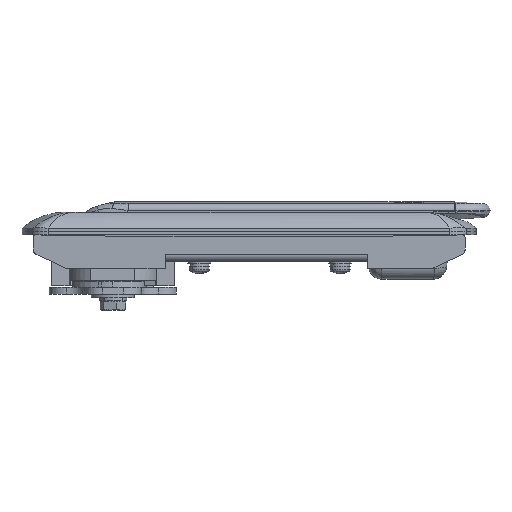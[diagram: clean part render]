
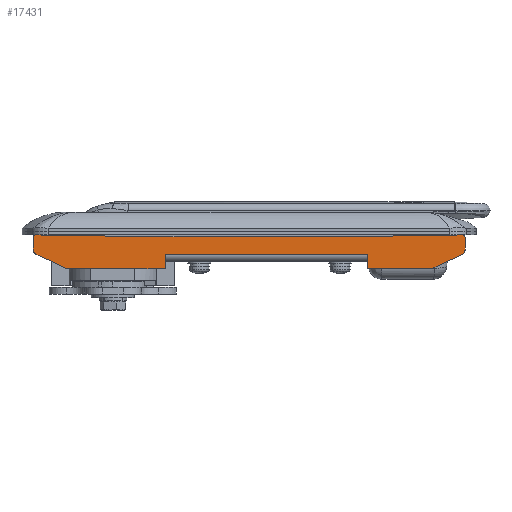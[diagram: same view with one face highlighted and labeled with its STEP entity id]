
A CAD part, left-side view. The second image highlights one B-rep face of the part: STEP entity #17431.
In plain terms, the highlighted planar face has unit normal (-1, 0, 0).
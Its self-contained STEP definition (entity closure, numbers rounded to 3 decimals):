
#92 = VERTEX_POINT ( 'NONE', #15225 ) ;
#355 = VERTEX_POINT ( 'NONE', #25182 ) ;
#795 = CARTESIAN_POINT ( 'NONE',  ( -21., -60., 5025.139 ) ) ;
#1120 = VECTOR ( 'NONE', #3689, 1000. ) ;
#1504 = ORIENTED_EDGE ( 'NONE', *, *, #7540, .T. ) ;
#1667 = DIRECTION ( 'NONE',  ( 0., 1., 0. ) ) ;
#2619 = EDGE_CURVE ( 'NONE', #14433, #6835, #10239, .T. ) ;
#3032 = CARTESIAN_POINT ( 'NONE',  ( -21., -154., 10.681 ) ) ;
#3345 = CIRCLE ( 'NONE', #17832, 5014.339 ) ;
#3424 = VECTOR ( 'NONE', #16443, 1000. ) ;
#3689 = DIRECTION ( 'NONE',  ( 0., 0., -1. ) ) ;
#3726 = VERTEX_POINT ( 'NONE', #13654 ) ;
#4034 = DIRECTION ( 'NONE',  ( 0., 0., -1. ) ) ;
#4299 = CARTESIAN_POINT ( 'NONE',  ( -21., -60., 10.8 ) ) ;
#4402 = AXIS2_PLACEMENT_3D ( 'NONE', #3032, #14792, #5040 ) ;
#4561 = CARTESIAN_POINT ( 'NONE',  ( -21., 35., 4.974 ) ) ;
#4652 = VERTEX_POINT ( 'NONE', #7624 ) ;
#4909 = CARTESIAN_POINT ( 'NONE',  ( -21., -153., 4.974 ) ) ;
#5040 = DIRECTION ( 'NONE',  ( 0., 0., -1. ) ) ;
#5045 = DIRECTION ( 'NONE',  ( 0., 0., -1. ) ) ;
#5355 = ORIENTED_EDGE ( 'NONE', *, *, #14304, .T. ) ;
#5732 = CIRCLE ( 'NONE', #19972, 5014.339 ) ;
#6047 = VECTOR ( 'NONE', #11112, 1000. ) ;
#6099 = EDGE_CURVE ( 'NONE', #6419, #14760, #23883, .T. ) ;
#6132 = CARTESIAN_POINT ( 'NONE',  ( -21., -60., 5025.139 ) ) ;
#6251 = EDGE_CURVE ( 'NONE', #355, #16733, #20137, .T. ) ;
#6400 = AXIS2_PLACEMENT_3D ( 'NONE', #8124, #13923, #24227 ) ;
#6419 = VERTEX_POINT ( 'NONE', #18560 ) ;
#6552 = VERTEX_POINT ( 'NONE', #24483 ) ;
#6835 = VERTEX_POINT ( 'NONE', #21874 ) ;
#6842 = DIRECTION ( 'NONE',  ( 0., 0.906, 0.423 ) ) ;
#7357 = CIRCLE ( 'NONE', #17214, 2. ) ;
#7512 = DIRECTION ( 'NONE',  ( 0., 0., 1. ) ) ;
#7540 = EDGE_CURVE ( 'NONE', #6835, #24099, #5732, .T. ) ;
#7624 = CARTESIAN_POINT ( 'NONE',  ( -21., -112., -3.3 ) ) ;
#7630 = CARTESIAN_POINT ( 'NONE',  ( -21., -155., 11.7 ) ) ;
#7736 = ORIENTED_EDGE ( 'NONE', *, *, #18193, .F. ) ;
#8124 = CARTESIAN_POINT ( 'NONE',  ( -21., 34., 10.681 ) ) ;
#8166 = DIRECTION ( 'NONE',  ( 0., 0., -1. ) ) ;
#8876 = LINE ( 'NONE', #20735, #6047 ) ;
#9526 = VERTEX_POINT ( 'NONE', #4561 ) ;
#9852 = VECTOR ( 'NONE', #7512, 1000. ) ;
#10061 = ORIENTED_EDGE ( 'NONE', *, *, #10312, .F. ) ;
#10239 = CIRCLE ( 'NONE', #4402, 1. ) ;
#10312 = EDGE_CURVE ( 'NONE', #22274, #6419, #18431, .T. ) ;
#10353 = FACE_OUTER_BOUND ( 'NONE', #13556, .T. ) ;
#10943 = DIRECTION ( 'NONE',  ( -1., 0., 0. ) ) ;
#11112 = DIRECTION ( 'NONE',  ( 0., -1., 0. ) ) ;
#11147 = CARTESIAN_POINT ( 'NONE',  ( -21., -112., 11.7 ) ) ;
#11234 = EDGE_CURVE ( 'NONE', #4652, #6552, #15886, .T. ) ;
#11256 = VECTOR ( 'NONE', #23492, 1000. ) ;
#11259 = VECTOR ( 'NONE', #6842, 1000. ) ;
#11343 = LINE ( 'NONE', #20848, #22889 ) ;
#11558 = ORIENTED_EDGE ( 'NONE', *, *, #13166, .F. ) ;
#11563 = ORIENTED_EDGE ( 'NONE', *, *, #2619, .T. ) ;
#12699 = EDGE_CURVE ( 'NONE', #14433, #92, #22024, .T. ) ;
#13089 = DIRECTION ( 'NONE',  ( 0., 0., -1. ) ) ;
#13166 = EDGE_CURVE ( 'NONE', #19433, #25379, #23882, .T. ) ;
#13190 = EDGE_CURVE ( 'NONE', #9526, #16733, #25419, .T. ) ;
#13263 = CARTESIAN_POINT ( 'NONE',  ( -21., -23., -3.3 ) ) ;
#13478 = ORIENTED_EDGE ( 'NONE', *, *, #6251, .T. ) ;
#13556 = EDGE_LOOP ( 'NONE', ( #16933, #11563, #1504, #24113, #13478, #24503, #15479, #7736, #24510, #10061, #16429, #21355, #24868, #11558, #5355 ) ) ;
#13629 = CARTESIAN_POINT ( 'NONE',  ( -21., 20., -3.3 ) ) ;
#13654 = CARTESIAN_POINT ( 'NONE',  ( -21., 33.846, 3.161 ) ) ;
#13923 = DIRECTION ( 'NONE',  ( -1., 0., 0. ) ) ;
#14097 = CIRCLE ( 'NONE', #16710, 2. ) ;
#14304 = EDGE_CURVE ( 'NONE', #19433, #92, #7357, .T. ) ;
#14433 = VERTEX_POINT ( 'NONE', #17805 ) ;
#14534 = DIRECTION ( 'NONE',  ( 0., 1., 0. ) ) ;
#14760 = VERTEX_POINT ( 'NONE', #13629 ) ;
#14792 = DIRECTION ( 'NONE',  ( -1., 0., 0. ) ) ;
#15225 = CARTESIAN_POINT ( 'NONE',  ( -21., -155., 4.974 ) ) ;
#15479 = ORIENTED_EDGE ( 'NONE', *, *, #23985, .T. ) ;
#15623 = CARTESIAN_POINT ( 'NONE',  ( -21., 35., 10.681 ) ) ;
#15886 = LINE ( 'NONE', #18296, #3424 ) ;
#15962 = DIRECTION ( 'NONE',  ( -1., 0., 0. ) ) ;
#16003 = CARTESIAN_POINT ( 'NONE',  ( -21., -153.846, 3.161 ) ) ;
#16429 = ORIENTED_EDGE ( 'NONE', *, *, #23188, .T. ) ;
#16443 = DIRECTION ( 'NONE',  ( 0., 0., 1. ) ) ;
#16710 = AXIS2_PLACEMENT_3D ( 'NONE', #21846, #15962, #4034 ) ;
#16733 = VERTEX_POINT ( 'NONE', #15623 ) ;
#16737 = DIRECTION ( 'NONE',  ( 1., 0., 0. ) ) ;
#16933 = ORIENTED_EDGE ( 'NONE', *, *, #12699, .F. ) ;
#17178 = LINE ( 'NONE', #18791, #11259 ) ;
#17214 = AXIS2_PLACEMENT_3D ( 'NONE', #4909, #10943, #13089 ) ;
#17431 = ADVANCED_FACE ( 'NONE', ( #10353 ), #19178, .F. ) ;
#17805 = CARTESIAN_POINT ( 'NONE',  ( -21., -155., 10.681 ) ) ;
#17832 = AXIS2_PLACEMENT_3D ( 'NONE', #6132, #20099, #8166 ) ;
#18193 = EDGE_CURVE ( 'NONE', #14760, #3726, #17178, .T. ) ;
#18296 = CARTESIAN_POINT ( 'NONE',  ( -21., -112., -3.3 ) ) ;
#18431 = LINE ( 'NONE', #13263, #11256 ) ;
#18560 = CARTESIAN_POINT ( 'NONE',  ( -21., -23., -3.3 ) ) ;
#18581 = VECTOR ( 'NONE', #1667, 1000. ) ;
#18771 = CARTESIAN_POINT ( 'NONE',  ( -21., -155., 3.7 ) ) ;
#18791 = CARTESIAN_POINT ( 'NONE',  ( -21., 35., 3.7 ) ) ;
#19178 = PLANE ( 'NONE',  #22458 ) ;
#19433 = VERTEX_POINT ( 'NONE', #16003 ) ;
#19972 = AXIS2_PLACEMENT_3D ( 'NONE', #795, #16737, #24845 ) ;
#20099 = DIRECTION ( 'NONE',  ( 1., 0., 0. ) ) ;
#20137 = CIRCLE ( 'NONE', #6400, 1. ) ;
#20735 = CARTESIAN_POINT ( 'NONE',  ( -21., -112., 3. ) ) ;
#20780 = DIRECTION ( 'NONE',  ( 0., 0.906, -0.423 ) ) ;
#20848 = CARTESIAN_POINT ( 'NONE',  ( -21., -140., -3.3 ) ) ;
#21278 = DIRECTION ( 'NONE',  ( 1., 0., 0. ) ) ;
#21355 = ORIENTED_EDGE ( 'NONE', *, *, #11234, .F. ) ;
#21443 = EDGE_CURVE ( 'NONE', #24099, #355, #3345, .T. ) ;
#21504 = CARTESIAN_POINT ( 'NONE',  ( -21., -140., -3.3 ) ) ;
#21722 = VECTOR ( 'NONE', #20780, 1000. ) ;
#21846 = CARTESIAN_POINT ( 'NONE',  ( -21., 33., 4.974 ) ) ;
#21874 = CARTESIAN_POINT ( 'NONE',  ( -21., -153.981, 11.681 ) ) ;
#22024 = LINE ( 'NONE', #7630, #1120 ) ;
#22274 = VERTEX_POINT ( 'NONE', #24090 ) ;
#22458 = AXIS2_PLACEMENT_3D ( 'NONE', #11147, #21278, #5045 ) ;
#22889 = VECTOR ( 'NONE', #14534, 1000. ) ;
#23188 = EDGE_CURVE ( 'NONE', #22274, #6552, #8876, .T. ) ;
#23203 = CARTESIAN_POINT ( 'NONE',  ( -21., 35., 11.7 ) ) ;
#23492 = DIRECTION ( 'NONE',  ( 0., 0., -1. ) ) ;
#23606 = EDGE_CURVE ( 'NONE', #25379, #4652, #11343, .T. ) ;
#23882 = LINE ( 'NONE', #18771, #21722 ) ;
#23883 = LINE ( 'NONE', #25717, #18581 ) ;
#23985 = EDGE_CURVE ( 'NONE', #9526, #3726, #14097, .T. ) ;
#24090 = CARTESIAN_POINT ( 'NONE',  ( -21., -23., 3. ) ) ;
#24099 = VERTEX_POINT ( 'NONE', #4299 ) ;
#24113 = ORIENTED_EDGE ( 'NONE', *, *, #21443, .T. ) ;
#24227 = DIRECTION ( 'NONE',  ( 0., 0., -1. ) ) ;
#24483 = CARTESIAN_POINT ( 'NONE',  ( -21., -112., 3. ) ) ;
#24503 = ORIENTED_EDGE ( 'NONE', *, *, #13190, .F. ) ;
#24510 = ORIENTED_EDGE ( 'NONE', *, *, #6099, .F. ) ;
#24845 = DIRECTION ( 'NONE',  ( 0., 0., -1. ) ) ;
#24868 = ORIENTED_EDGE ( 'NONE', *, *, #23606, .F. ) ;
#25182 = CARTESIAN_POINT ( 'NONE',  ( -21., 33.981, 11.681 ) ) ;
#25379 = VERTEX_POINT ( 'NONE', #21504 ) ;
#25419 = LINE ( 'NONE', #23203, #9852 ) ;
#25717 = CARTESIAN_POINT ( 'NONE',  ( -21., 20., -3.3 ) ) ;
